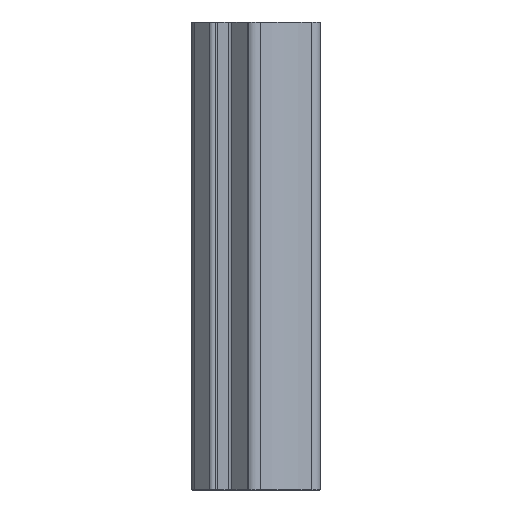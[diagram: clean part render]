
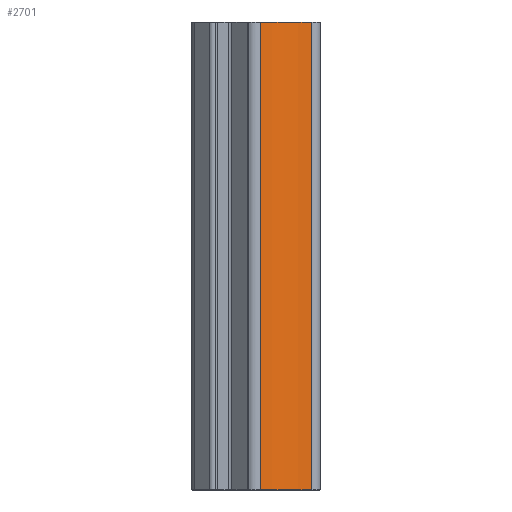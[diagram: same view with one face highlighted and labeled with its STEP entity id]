
A CAD part, left-side view. The second image highlights one B-rep face of the part: STEP entity #2701.
In plain terms, the highlighted cylindrical face has radius 20 mm (diameter 40 mm), a partial arc.
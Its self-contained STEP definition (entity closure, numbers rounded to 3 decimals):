
#96=LINE('',#4688,#252);
#97=LINE('',#4692,#253);
#252=VECTOR('',#3588,10.);
#253=VECTOR('',#3593,10.);
#386=CYLINDRICAL_SURFACE('',#2981,20.);
#494=FACE_OUTER_BOUND('',#676,.T.);
#676=EDGE_LOOP('',(#1922,#1923,#1924,#1925));
#826=CIRCLE('',#2862,20.);
#901=CIRCLE('',#2982,20.);
#1085=VERTEX_POINT('',#4359);
#1088=VERTEX_POINT('',#4378);
#1168=VERTEX_POINT('',#4687);
#1169=VERTEX_POINT('',#4691);
#1331=EDGE_CURVE('',#1085,#1088,#826,.T.);
#1453=EDGE_CURVE('',#1168,#1088,#96,.T.);
#1455=EDGE_CURVE('',#1169,#1085,#97,.T.);
#1456=EDGE_CURVE('',#1168,#1169,#901,.T.);
#1922=ORIENTED_EDGE('',*,*,#1331,.F.);
#1923=ORIENTED_EDGE('',*,*,#1455,.F.);
#1924=ORIENTED_EDGE('',*,*,#1456,.F.);
#1925=ORIENTED_EDGE('',*,*,#1453,.T.);
#2701=ADVANCED_FACE('',(#494),#386,.F.);
#2862=AXIS2_PLACEMENT_3D('',#4382,#3309,#3310);
#2981=AXIS2_PLACEMENT_3D('',#4690,#3591,#3592);
#2982=AXIS2_PLACEMENT_3D('',#4693,#3594,#3595);
#3309=DIRECTION('center_axis',(0.,0.,-1.));
#3310=DIRECTION('ref_axis',(0.924,0.383,0.));
#3588=DIRECTION('',(0.,0.,1.));
#3591=DIRECTION('center_axis',(0.,0.,1.));
#3592=DIRECTION('ref_axis',(0.996,0.091,0.));
#3593=DIRECTION('',(0.,0.,1.));
#3594=DIRECTION('center_axis',(0.,0.,1.));
#3595=DIRECTION('ref_axis',(0.924,0.383,0.));
#4359=CARTESIAN_POINT('',(-1257.086,90.083,99.9));
#4378=CARTESIAN_POINT('',(-1252.538,79.103,99.9));
#4382=CARTESIAN_POINT('Origin',(-1272.455,77.285,99.9));
#4687=CARTESIAN_POINT('',(-1252.538,79.103,0.1));
#4688=CARTESIAN_POINT('',(-1252.538,79.103,0.));
#4690=CARTESIAN_POINT('Origin',(-1272.455,77.285,0.));
#4691=CARTESIAN_POINT('',(-1257.086,90.083,0.1));
#4692=CARTESIAN_POINT('',(-1257.086,90.083,0.));
#4693=CARTESIAN_POINT('Origin',(-1272.455,77.285,0.1));
